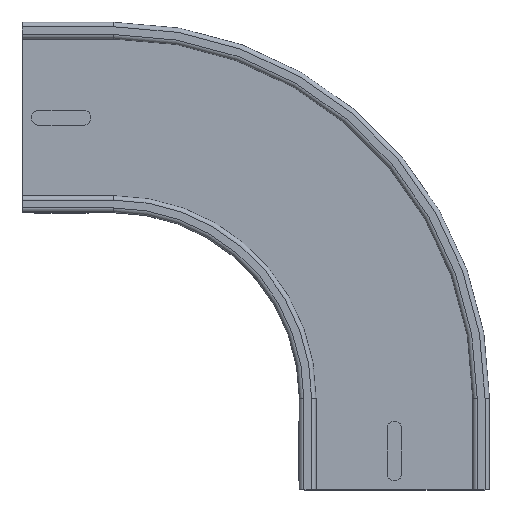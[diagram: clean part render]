
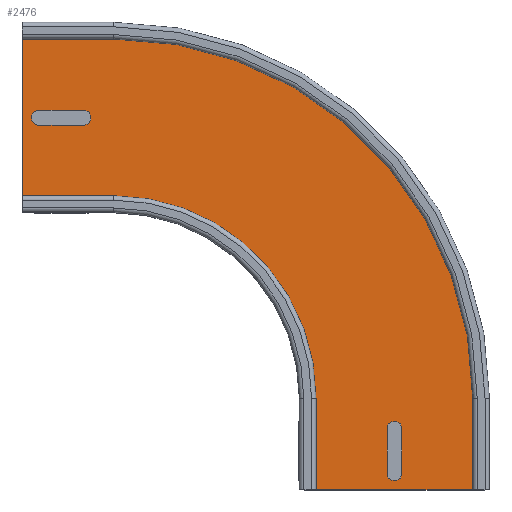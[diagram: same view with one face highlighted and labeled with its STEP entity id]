
A CAD part, top view. The second image highlights one B-rep face of the part: STEP entity #2476.
In plain terms, the highlighted planar face has unit normal (0, 0, 1).
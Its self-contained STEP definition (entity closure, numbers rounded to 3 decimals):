
#130=PLANE('',#2748);
#260=FACE_OUTER_BOUND('',#402,.T.);
#402=EDGE_LOOP('',(#2090,#2091,#2092,#2093,#2094,#2095,#2096,#2097));
#481=LINE('',#3809,#677);
#482=LINE('',#3815,#678);
#518=LINE('',#3934,#714);
#566=LINE('',#4144,#762);
#569=LINE('',#4192,#765);
#570=LINE('',#4193,#766);
#677=VECTOR('',#2967,1.);
#678=VECTOR('',#2972,1.);
#714=VECTOR('',#3092,1.);
#762=VECTOR('',#3332,1.);
#765=VECTOR('',#3423,1.);
#766=VECTOR('',#3424,1.);
#919=CIRCLE('',#2661,102.9);
#944=CIRCLE('',#2706,199.498);
#1060=VERTEX_POINT('',#3805);
#1061=VERTEX_POINT('',#3807);
#1062=VERTEX_POINT('',#3811);
#1064=VERTEX_POINT('',#3814);
#1127=VERTEX_POINT('',#4019);
#1170=VERTEX_POINT('',#4140);
#1171=VERTEX_POINT('',#4142);
#1172=VERTEX_POINT('',#4191);
#1333=EDGE_CURVE('',#1060,#1061,#481,.T.);
#1335=EDGE_CURVE('',#1062,#1064,#482,.T.);
#1394=EDGE_CURVE('',#1060,#1062,#518,.T.);
#1440=EDGE_CURVE('',#1127,#1064,#919,.T.);
#1500=EDGE_CURVE('',#1170,#1171,#566,.T.);
#1501=EDGE_CURVE('',#1170,#1061,#944,.T.);
#1525=EDGE_CURVE('',#1172,#1171,#569,.T.);
#1526=EDGE_CURVE('',#1127,#1172,#570,.T.);
#2090=ORIENTED_EDGE('',*,*,#1440,.T.);
#2091=ORIENTED_EDGE('',*,*,#1335,.F.);
#2092=ORIENTED_EDGE('',*,*,#1394,.F.);
#2093=ORIENTED_EDGE('',*,*,#1333,.T.);
#2094=ORIENTED_EDGE('',*,*,#1501,.F.);
#2095=ORIENTED_EDGE('',*,*,#1500,.T.);
#2096=ORIENTED_EDGE('',*,*,#1525,.F.);
#2097=ORIENTED_EDGE('',*,*,#1526,.F.);
#2476=ADVANCED_FACE('',(#260),#130,.T.);
#2661=AXIS2_PLACEMENT_3D('',#4021,#3209,#3210);
#2706=AXIS2_PLACEMENT_3D('',#4146,#3335,#3336);
#2748=AXIS2_PLACEMENT_3D('',#4190,#3421,#3422);
#2967=DIRECTION('',(0.,1.,0.));
#2972=DIRECTION('',(0.,1.,0.));
#3092=DIRECTION('',(-1.,0.,0.));
#3209=DIRECTION('center_axis',(0.,0.,-1.));
#3210=DIRECTION('ref_axis',(0.,1.,0.));
#3332=DIRECTION('',(-1.,0.,0.));
#3335=DIRECTION('center_axis',(0.,0.,-1.));
#3336=DIRECTION('ref_axis',(0.,1.,0.));
#3421=DIRECTION('center_axis',(0.,0.,1.));
#3422=DIRECTION('ref_axis',(0.,1.,0.));
#3423=DIRECTION('',(0.,1.,0.));
#3424=DIRECTION('',(-1.,0.,0.));
#3805=CARTESIAN_POINT('',(248.878,-144.289,0.9));
#3807=CARTESIAN_POINT('',(248.878,-94.989,0.9));
#3809=CARTESIAN_POINT('',(248.878,-144.289,0.9));
#3811=CARTESIAN_POINT('',(152.28,-144.289,0.9));
#3814=CARTESIAN_POINT('',(152.28,-94.989,0.9));
#3815=CARTESIAN_POINT('',(152.28,-144.289,0.9));
#3934=CARTESIAN_POINT('',(200.579,-144.289,0.9));
#4019=CARTESIAN_POINT('',(49.38,7.911,0.9));
#4021=CARTESIAN_POINT('Origin',(49.38,-94.989,0.9));
#4140=CARTESIAN_POINT('',(49.38,104.509,0.9));
#4142=CARTESIAN_POINT('',(0.08,104.509,0.9));
#4144=CARTESIAN_POINT('',(49.38,104.509,0.9));
#4146=CARTESIAN_POINT('Origin',(49.38,-94.989,0.9));
#4190=CARTESIAN_POINT('Origin',(49.38,7.911,0.9));
#4191=CARTESIAN_POINT('',(0.08,7.911,0.9));
#4192=CARTESIAN_POINT('',(0.08,56.21,0.9));
#4193=CARTESIAN_POINT('',(49.38,7.911,0.9));
